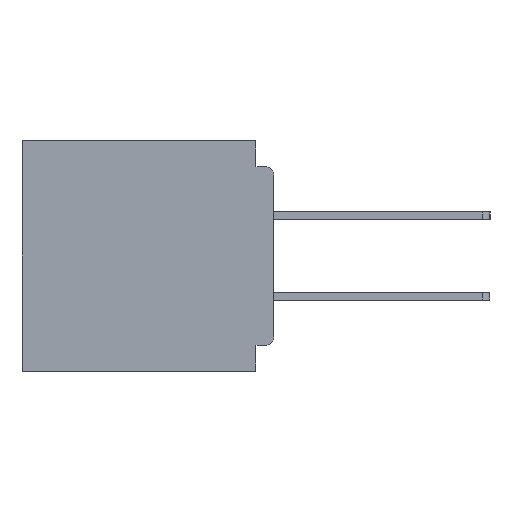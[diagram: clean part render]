
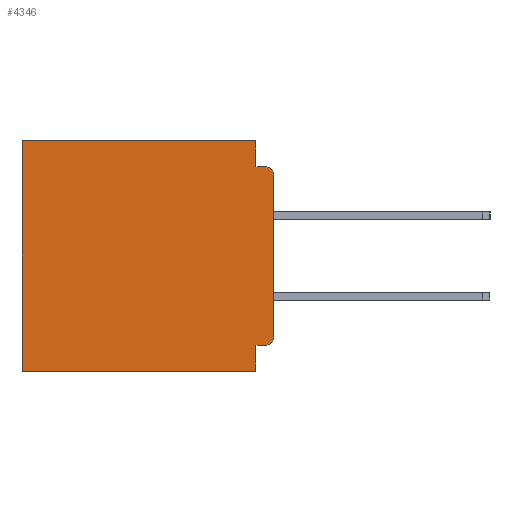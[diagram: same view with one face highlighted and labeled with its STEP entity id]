
A CAD part, left-side view. The second image highlights one B-rep face of the part: STEP entity #4346.
In plain terms, the highlighted planar face has unit normal (-1, 0, 0).
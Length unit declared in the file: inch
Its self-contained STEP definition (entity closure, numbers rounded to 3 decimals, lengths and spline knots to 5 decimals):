
#261 = ORIENTED_EDGE ( 'NONE', *, *, #2408, .T. ) ;
#484 = VECTOR ( 'NONE', #29951, 39.37008 ) ;
#617 = EDGE_CURVE ( 'NONE', #30791, #4919, #8025, .T. ) ;
#1090 = CARTESIAN_POINT ( 'NONE',  ( 0.3, 0., -0.06 ) ) ;
#2072 = EDGE_LOOP ( 'NONE', ( #22167, #18860, #34033, #23322, #18701, #20751, #35088, #3068, #27533, #261 ) ) ;
#2238 = LINE ( 'NONE', #4057, #7983 ) ;
#2408 = EDGE_CURVE ( 'NONE', #7861, #4312, #23229, .T. ) ;
#2495 = VECTOR ( 'NONE', #3095, 39.37008 ) ;
#2573 = EDGE_CURVE ( 'NONE', #28984, #22066, #17310, .T. ) ;
#3068 = ORIENTED_EDGE ( 'NONE', *, *, #617, .F. ) ;
#3095 = DIRECTION ( 'NONE',  ( 0., 1., 0. ) ) ;
#3272 = DIRECTION ( 'NONE',  ( 1., 0., 0. ) ) ;
#3448 = EDGE_CURVE ( 'NONE', #4919, #18922, #9985, .T. ) ;
#4057 = CARTESIAN_POINT ( 'NONE',  ( 0.3, 0., -0.355 ) ) ;
#4312 = VERTEX_POINT ( 'NONE', #28369 ) ;
#4346 = ADVANCED_FACE ( 'NONE', ( #32376 ), #22783, .F. ) ;
#4919 = VERTEX_POINT ( 'NONE', #34600 ) ;
#5606 = VECTOR ( 'NONE', #26793, 39.37008 ) ;
#5905 = AXIS2_PLACEMENT_3D ( 'NONE', #27105, #25804, #25447 ) ;
#6525 = EDGE_CURVE ( 'NONE', #14573, #23364, #17834, .T. ) ;
#6610 = CARTESIAN_POINT ( 'NONE',  ( 0.3, 0.437, 0. ) ) ;
#6955 = CARTESIAN_POINT ( 'NONE',  ( 0.3, 0., -0.4 ) ) ;
#7814 = CARTESIAN_POINT ( 'NONE',  ( 0.3, 0.031, 0. ) ) ;
#7861 = VERTEX_POINT ( 'NONE', #33988 ) ;
#7983 = VECTOR ( 'NONE', #20567, 39.37008 ) ;
#8025 = LINE ( 'NONE', #33962, #484 ) ;
#8158 = CARTESIAN_POINT ( 'NONE',  ( 0.3, 0.031, 0. ) ) ;
#9985 = LINE ( 'NONE', #6955, #2495 ) ;
#10057 = VECTOR ( 'NONE', #29913, 39.37008 ) ;
#10972 = EDGE_CURVE ( 'NONE', #14573, #4312, #33497, .T. ) ;
#11976 = VECTOR ( 'NONE', #31331, 39.37008 ) ;
#13753 = DIRECTION ( 'NONE',  ( 0., 0., -1. ) ) ;
#14573 = VERTEX_POINT ( 'NONE', #1090 ) ;
#14826 = EDGE_CURVE ( 'NONE', #22066, #18922, #28251, .T. ) ;
#14862 = AXIS2_PLACEMENT_3D ( 'NONE', #26886, #26846, #26998 ) ;
#15202 = VECTOR ( 'NONE', #13753, 39.37008 ) ;
#15248 = AXIS2_PLACEMENT_3D ( 'NONE', #23375, #3272, #17831 ) ;
#17310 = LINE ( 'NONE', #29735, #10057 ) ;
#17831 = DIRECTION ( 'NONE',  ( 0., 0., -1. ) ) ;
#17834 = CIRCLE ( 'NONE', #14862, 0.015 ) ;
#18701 = ORIENTED_EDGE ( 'NONE', *, *, #2573, .T. ) ;
#18766 = CARTESIAN_POINT ( 'NONE',  ( 0.3, 0.437, -0.4 ) ) ;
#18860 = ORIENTED_EDGE ( 'NONE', *, *, #6525, .T. ) ;
#18922 = VERTEX_POINT ( 'NONE', #25462 ) ;
#20474 = VECTOR ( 'NONE', #25791, 39.37008 ) ;
#20567 = DIRECTION ( 'NONE',  ( 0., 1., 0. ) ) ;
#20751 = ORIENTED_EDGE ( 'NONE', *, *, #14826, .T. ) ;
#21312 = LINE ( 'NONE', #28497, #20474 ) ;
#22066 = VERTEX_POINT ( 'NONE', #6610 ) ;
#22167 = ORIENTED_EDGE ( 'NONE', *, *, #10972, .F. ) ;
#22783 = PLANE ( 'NONE',  #15248 ) ;
#23229 = CIRCLE ( 'NONE', #5905, 0.015 ) ;
#23302 = EDGE_CURVE ( 'NONE', #7861, #30791, #2238, .T. ) ;
#23322 = ORIENTED_EDGE ( 'NONE', *, *, #33810, .F. ) ;
#23364 = VERTEX_POINT ( 'NONE', #34216 ) ;
#23375 = CARTESIAN_POINT ( 'NONE',  ( 0.3, 0., -0.4 ) ) ;
#25447 = DIRECTION ( 'NONE',  ( 0., 0., -1. ) ) ;
#25462 = CARTESIAN_POINT ( 'NONE',  ( 0.3, 0.437, -0.4 ) ) ;
#25791 = DIRECTION ( 'NONE',  ( 0., -1., 0. ) ) ;
#25804 = DIRECTION ( 'NONE',  ( -1., 0., 0. ) ) ;
#26517 = CARTESIAN_POINT ( 'NONE',  ( 0.3, 0.031, -0.355 ) ) ;
#26793 = DIRECTION ( 'NONE',  ( 0., 0., -1. ) ) ;
#26846 = DIRECTION ( 'NONE',  ( -1., 0., 0. ) ) ;
#26886 = CARTESIAN_POINT ( 'NONE',  ( 0.3, 0.015, -0.06 ) ) ;
#26998 = DIRECTION ( 'NONE',  ( 0., 0., -1. ) ) ;
#27105 = CARTESIAN_POINT ( 'NONE',  ( 0.3, 0.015, -0.34 ) ) ;
#27346 = VERTEX_POINT ( 'NONE', #27666 ) ;
#27533 = ORIENTED_EDGE ( 'NONE', *, *, #23302, .F. ) ;
#27666 = CARTESIAN_POINT ( 'NONE',  ( 0.3, 0.031, -0.045 ) ) ;
#28251 = LINE ( 'NONE', #18766, #5606 ) ;
#28369 = CARTESIAN_POINT ( 'NONE',  ( 0.3, 0., -0.34 ) ) ;
#28497 = CARTESIAN_POINT ( 'NONE',  ( 0.3, 0., -0.045 ) ) ;
#28643 = CARTESIAN_POINT ( 'NONE',  ( 0.3, 0., -0.4 ) ) ;
#28984 = VERTEX_POINT ( 'NONE', #7814 ) ;
#29358 = EDGE_CURVE ( 'NONE', #27346, #23364, #21312, .T. ) ;
#29561 = LINE ( 'NONE', #8158, #15202 ) ;
#29735 = CARTESIAN_POINT ( 'NONE',  ( 0.3, 0., 0. ) ) ;
#29913 = DIRECTION ( 'NONE',  ( 0., 1., 0. ) ) ;
#29951 = DIRECTION ( 'NONE',  ( 0., 0., -1. ) ) ;
#30791 = VERTEX_POINT ( 'NONE', #26517 ) ;
#31331 = DIRECTION ( 'NONE',  ( 0., 0., -1. ) ) ;
#32376 = FACE_OUTER_BOUND ( 'NONE', #2072, .T. ) ;
#33497 = LINE ( 'NONE', #28643, #11976 ) ;
#33810 = EDGE_CURVE ( 'NONE', #28984, #27346, #29561, .T. ) ;
#33962 = CARTESIAN_POINT ( 'NONE',  ( 0.3, 0.031, -0.4 ) ) ;
#33988 = CARTESIAN_POINT ( 'NONE',  ( 0.3, 0.015, -0.355 ) ) ;
#34033 = ORIENTED_EDGE ( 'NONE', *, *, #29358, .F. ) ;
#34216 = CARTESIAN_POINT ( 'NONE',  ( 0.3, 0.015, -0.045 ) ) ;
#34600 = CARTESIAN_POINT ( 'NONE',  ( 0.3, 0.031, -0.4 ) ) ;
#35088 = ORIENTED_EDGE ( 'NONE', *, *, #3448, .F. ) ;
